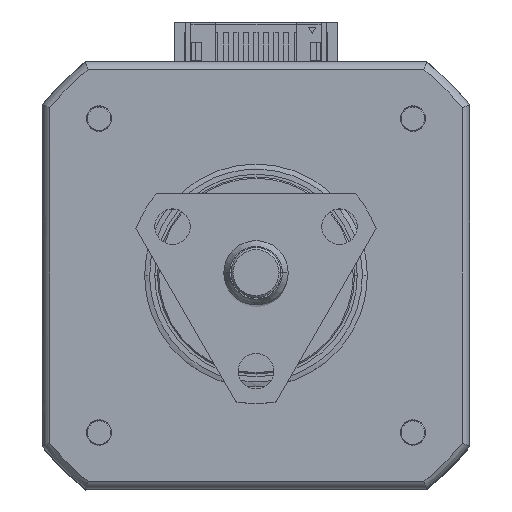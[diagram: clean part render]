
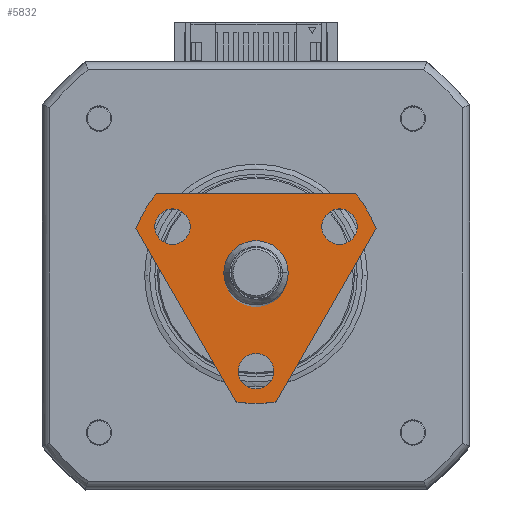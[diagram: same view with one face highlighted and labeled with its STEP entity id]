
A CAD part, top view. The second image highlights one B-rep face of the part: STEP entity #5832.
In plain terms, the highlighted planar face has unit normal (0, 0, 1).
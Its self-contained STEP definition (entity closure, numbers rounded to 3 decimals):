
#371 = VERTEX_POINT ( 'NONE', #19143 ) ;
#383 = DIRECTION ( 'NONE',  ( 0., 0., 1. ) ) ;
#487 = DIRECTION ( 'NONE',  ( 0., 0., 1. ) ) ;
#548 = AXIS2_PLACEMENT_3D ( 'NONE', #14579, #31869, #17158 ) ;
#745 = CARTESIAN_POINT ( 'NONE',  ( -3., 0., 42.5 ) ) ;
#1220 = ORIENTED_EDGE ( 'NONE', *, *, #27250, .F. ) ;
#1491 = VERTEX_POINT ( 'NONE', #6115 ) ;
#1739 = DIRECTION ( 'NONE',  ( 0., 0., 1. ) ) ;
#1892 = VECTOR ( 'NONE', #29290, 1000. ) ;
#2101 = ORIENTED_EDGE ( 'NONE', *, *, #8428, .F. ) ;
#2631 = DIRECTION ( 'NONE',  ( 1., 0., 0. ) ) ;
#2669 = DIRECTION ( 'NONE',  ( 0., 0., 1. ) ) ;
#3075 = CARTESIAN_POINT ( 'NONE',  ( -3.012, -8.249, 42.5 ) ) ;
#3786 = CARTESIAN_POINT ( 'NONE',  ( 0., 0., 42.5 ) ) ;
#3828 = DIRECTION ( 'NONE',  ( -1., 0., 0. ) ) ;
#3901 = EDGE_LOOP ( 'NONE', ( #25170, #28299 ) ) ;
#4360 = DIRECTION ( 'NONE',  ( 0.866, -0.5, 0. ) ) ;
#4532 = DIRECTION ( 'NONE',  ( -1., 0., 0. ) ) ;
#4544 = CARTESIAN_POINT ( 'NONE',  ( 12.542, 1.996, 42.5 ) ) ;
#4741 = CIRCLE ( 'NONE', #30805, 12.7 ) ;
#4792 = CARTESIAN_POINT ( 'NONE',  ( -8., 0., 42.5 ) ) ;
#4871 = CARTESIAN_POINT ( 'NONE',  ( 0., 0., 42.5 ) ) ;
#5392 = CARTESIAN_POINT ( 'NONE',  ( 0., 0., 42.5 ) ) ;
#5411 = CIRCLE ( 'NONE', #6012, 3. ) ;
#5775 = CARTESIAN_POINT ( 'NONE',  ( -4.542, 11.86, 42.5 ) ) ;
#5832 = ADVANCED_FACE ( 'NONE', ( #31333, #32209, #23701, #36730, #8565 ), #28489, .F. ) ;
#6012 = AXIS2_PLACEMENT_3D ( 'NONE', #12702, #1739, #12958 ) ;
#6102 = EDGE_CURVE ( 'NONE', #21734, #34055, #20568, .T. ) ;
#6115 = CARTESIAN_POINT ( 'NONE',  ( -8., 9.864, 42.5 ) ) ;
#6418 = CARTESIAN_POINT ( 'NONE',  ( -4.762, -8.249, 42.5 ) ) ;
#6486 = CARTESIAN_POINT ( 'NONE',  ( 12.542, -1.996, 42.5 ) ) ;
#7251 = CIRCLE ( 'NONE', #10068, 3. ) ;
#7291 = CARTESIAN_POINT ( 'NONE',  ( -3.012, 8.249, 42.5 ) ) ;
#8147 = CARTESIAN_POINT ( 'NONE',  ( -4.762, -8.249, 42.5 ) ) ;
#8428 = EDGE_CURVE ( 'NONE', #34055, #21734, #23813, .T. ) ;
#8565 = FACE_BOUND ( 'NONE', #13779, .T. ) ;
#9034 = EDGE_CURVE ( 'NONE', #11990, #23533, #32298, .T. ) ;
#9627 = AXIS2_PLACEMENT_3D ( 'NONE', #28383, #31163, #34544 ) ;
#10068 = AXIS2_PLACEMENT_3D ( 'NONE', #5392, #2669, #28164 ) ;
#10181 = ORIENTED_EDGE ( 'NONE', *, *, #19683, .F. ) ;
#10275 = ORIENTED_EDGE ( 'NONE', *, *, #21798, .F. ) ;
#10352 = ORIENTED_EDGE ( 'NONE', *, *, #22470, .F. ) ;
#10376 = DIRECTION ( 'NONE',  ( 0., 0., 1. ) ) ;
#10909 = CARTESIAN_POINT ( 'NONE',  ( -4.542, -11.86, 42.5 ) ) ;
#11330 = CIRCLE ( 'NONE', #22709, 1.75 ) ;
#11722 = EDGE_LOOP ( 'NONE', ( #2101, #25925 ) ) ;
#11914 = CIRCLE ( 'NONE', #34380, 12.7 ) ;
#11990 = VERTEX_POINT ( 'NONE', #18842 ) ;
#12121 = VERTEX_POINT ( 'NONE', #10909 ) ;
#12158 = LINE ( 'NONE', #6486, #1892 ) ;
#12702 = CARTESIAN_POINT ( 'NONE',  ( 0., 0., 42.5 ) ) ;
#12958 = DIRECTION ( 'NONE',  ( 1., 0., 0. ) ) ;
#13501 = DIRECTION ( 'NONE',  ( 0., 0., -1. ) ) ;
#13779 = EDGE_LOOP ( 'NONE', ( #24042, #10181 ) ) ;
#13914 = DIRECTION ( 'NONE',  ( 0., 0., 1. ) ) ;
#14579 = CARTESIAN_POINT ( 'NONE',  ( 0., 0., 42.5 ) ) ;
#14813 = DIRECTION ( 'NONE',  ( -1., 0., 0. ) ) ;
#15715 = DIRECTION ( 'NONE',  ( 1., 0., 0. ) ) ;
#15730 = DIRECTION ( 'NONE',  ( 0., 0., 1. ) ) ;
#16200 = ORIENTED_EDGE ( 'NONE', *, *, #27528, .F. ) ;
#16201 = DIRECTION ( 'NONE',  ( 1., 0., 0. ) ) ;
#16233 = VERTEX_POINT ( 'NONE', #745 ) ;
#16250 = AXIS2_PLACEMENT_3D ( 'NONE', #24532, #10376, #18796 ) ;
#16873 = AXIS2_PLACEMENT_3D ( 'NONE', #23489, #29601, #3828 ) ;
#17017 = EDGE_CURVE ( 'NONE', #23533, #11990, #27888, .T. ) ;
#17143 = LINE ( 'NONE', #4792, #23815 ) ;
#17158 = DIRECTION ( 'NONE',  ( -1., 0., 0. ) ) ;
#17527 = CARTESIAN_POINT ( 'NONE',  ( 9.525, 0., 42.5 ) ) ;
#17902 = CARTESIAN_POINT ( 'NONE',  ( -6.512, 8.249, 42.5 ) ) ;
#17922 = EDGE_CURVE ( 'NONE', #36508, #32853, #11330, .T. ) ;
#17947 = AXIS2_PLACEMENT_3D ( 'NONE', #17527, #383, #14813 ) ;
#18563 = EDGE_CURVE ( 'NONE', #27198, #16233, #7251, .T. ) ;
#18796 = DIRECTION ( 'NONE',  ( -1., 0., 0. ) ) ;
#18842 = CARTESIAN_POINT ( 'NONE',  ( 11.275, 0., 42.5 ) ) ;
#18927 = VERTEX_POINT ( 'NONE', #5775 ) ;
#18994 = EDGE_CURVE ( 'NONE', #30057, #12121, #12158, .T. ) ;
#19143 = CARTESIAN_POINT ( 'NONE',  ( 12.7, 0., 42.5 ) ) ;
#19170 = ORIENTED_EDGE ( 'NONE', *, *, #32022, .F. ) ;
#19334 = VERTEX_POINT ( 'NONE', #4544 ) ;
#19393 = LINE ( 'NONE', #35938, #25165 ) ;
#19683 = EDGE_CURVE ( 'NONE', #16233, #27198, #5411, .T. ) ;
#19934 = CARTESIAN_POINT ( 'NONE',  ( 0., 0., 42.5 ) ) ;
#19987 = AXIS2_PLACEMENT_3D ( 'NONE', #6418, #487, #20390 ) ;
#20390 = DIRECTION ( 'NONE',  ( -1., 0., 0. ) ) ;
#20568 = CIRCLE ( 'NONE', #16873, 1.75 ) ;
#21020 = CARTESIAN_POINT ( 'NONE',  ( 3., 0., 42.5 ) ) ;
#21045 = CARTESIAN_POINT ( 'NONE',  ( 12.542, -1.996, 42.5 ) ) ;
#21432 = CIRCLE ( 'NONE', #9627, 12.7 ) ;
#21616 = EDGE_LOOP ( 'NONE', ( #24040, #10275, #19170, #30719, #10352, #16200, #1220 ) ) ;
#21734 = VERTEX_POINT ( 'NONE', #7291 ) ;
#21798 = EDGE_CURVE ( 'NONE', #36892, #1491, #17143, .T. ) ;
#22246 = ORIENTED_EDGE ( 'NONE', *, *, #25840, .F. ) ;
#22470 = EDGE_CURVE ( 'NONE', #371, #30057, #29561, .T. ) ;
#22548 = AXIS2_PLACEMENT_3D ( 'NONE', #3786, #26900, #15715 ) ;
#22709 = AXIS2_PLACEMENT_3D ( 'NONE', #8147, #13914, #33848 ) ;
#23076 = CARTESIAN_POINT ( 'NONE',  ( -8., -9.864, 42.5 ) ) ;
#23489 = CARTESIAN_POINT ( 'NONE',  ( -4.762, 8.249, 42.5 ) ) ;
#23533 = VERTEX_POINT ( 'NONE', #33218 ) ;
#23701 = FACE_BOUND ( 'NONE', #3901, .T. ) ;
#23813 = CIRCLE ( 'NONE', #16250, 1.75 ) ;
#23815 = VECTOR ( 'NONE', #24709, 1000. ) ;
#24040 = ORIENTED_EDGE ( 'NONE', *, *, #28663, .F. ) ;
#24042 = ORIENTED_EDGE ( 'NONE', *, *, #18563, .F. ) ;
#24193 = CARTESIAN_POINT ( 'NONE',  ( 9.525, 0., 42.5 ) ) ;
#24532 = CARTESIAN_POINT ( 'NONE',  ( -4.762, 8.249, 42.5 ) ) ;
#24590 = EDGE_LOOP ( 'NONE', ( #36582, #22246 ) ) ;
#24709 = DIRECTION ( 'NONE',  ( 0., 1., 0. ) ) ;
#25165 = VECTOR ( 'NONE', #4360, 1000. ) ;
#25170 = ORIENTED_EDGE ( 'NONE', *, *, #17017, .F. ) ;
#25840 = EDGE_CURVE ( 'NONE', #32853, #36508, #34676, .T. ) ;
#25925 = ORIENTED_EDGE ( 'NONE', *, *, #6102, .F. ) ;
#26900 = DIRECTION ( 'NONE',  ( 0., 0., -1. ) ) ;
#27198 = VERTEX_POINT ( 'NONE', #21020 ) ;
#27250 = EDGE_CURVE ( 'NONE', #18927, #19334, #19393, .T. ) ;
#27528 = EDGE_CURVE ( 'NONE', #19334, #371, #11914, .T. ) ;
#27888 = CIRCLE ( 'NONE', #32715, 1.75 ) ;
#28164 = DIRECTION ( 'NONE',  ( 1., 0., 0. ) ) ;
#28299 = ORIENTED_EDGE ( 'NONE', *, *, #9034, .F. ) ;
#28383 = CARTESIAN_POINT ( 'NONE',  ( 0., 0., 42.5 ) ) ;
#28489 = PLANE ( 'NONE',  #548 ) ;
#28663 = EDGE_CURVE ( 'NONE', #1491, #18927, #4741, .T. ) ;
#29290 = DIRECTION ( 'NONE',  ( -0.866, -0.5, 0. ) ) ;
#29561 = CIRCLE ( 'NONE', #22548, 12.7 ) ;
#29601 = DIRECTION ( 'NONE',  ( 0., 0., 1. ) ) ;
#30057 = VERTEX_POINT ( 'NONE', #21045 ) ;
#30719 = ORIENTED_EDGE ( 'NONE', *, *, #18994, .F. ) ;
#30805 = AXIS2_PLACEMENT_3D ( 'NONE', #4871, #13501, #16201 ) ;
#31163 = DIRECTION ( 'NONE',  ( 0., 0., -1. ) ) ;
#31333 = FACE_OUTER_BOUND ( 'NONE', #21616, .T. ) ;
#31533 = DIRECTION ( 'NONE',  ( 0., 0., -1. ) ) ;
#31869 = DIRECTION ( 'NONE',  ( 0., 0., -1. ) ) ;
#32022 = EDGE_CURVE ( 'NONE', #12121, #36892, #21432, .T. ) ;
#32209 = FACE_BOUND ( 'NONE', #11722, .T. ) ;
#32298 = CIRCLE ( 'NONE', #17947, 1.75 ) ;
#32715 = AXIS2_PLACEMENT_3D ( 'NONE', #24193, #15730, #4532 ) ;
#32853 = VERTEX_POINT ( 'NONE', #3075 ) ;
#33218 = CARTESIAN_POINT ( 'NONE',  ( 7.775, 0., 42.5 ) ) ;
#33848 = DIRECTION ( 'NONE',  ( -1., 0., 0. ) ) ;
#34055 = VERTEX_POINT ( 'NONE', #17902 ) ;
#34380 = AXIS2_PLACEMENT_3D ( 'NONE', #19934, #31533, #2631 ) ;
#34544 = DIRECTION ( 'NONE',  ( 1., 0., 0. ) ) ;
#34676 = CIRCLE ( 'NONE', #19987, 1.75 ) ;
#35938 = CARTESIAN_POINT ( 'NONE',  ( -4.542, 11.86, 42.5 ) ) ;
#35991 = CARTESIAN_POINT ( 'NONE',  ( -6.512, -8.249, 42.5 ) ) ;
#36508 = VERTEX_POINT ( 'NONE', #35991 ) ;
#36582 = ORIENTED_EDGE ( 'NONE', *, *, #17922, .F. ) ;
#36730 = FACE_BOUND ( 'NONE', #24590, .T. ) ;
#36892 = VERTEX_POINT ( 'NONE', #23076 ) ;
